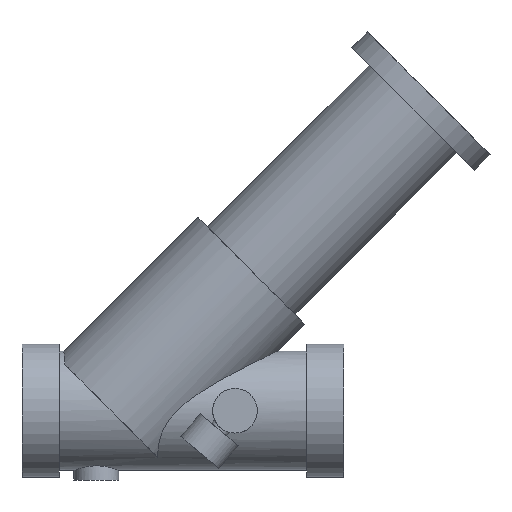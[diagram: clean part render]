
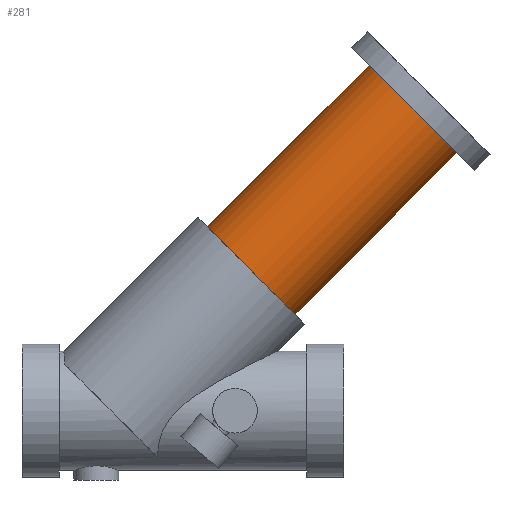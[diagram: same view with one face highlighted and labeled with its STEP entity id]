
A CAD part, front view. The second image highlights one B-rep face of the part: STEP entity #281.
In plain terms, the highlighted cylindrical face has radius 25 mm (diameter 50 mm), a full revolution.
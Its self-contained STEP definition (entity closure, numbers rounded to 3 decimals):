
#45=CIRCLE('',#329,25.);
#46=CIRCLE('',#332,25.);
#85=ORIENTED_EDGE('',*,*,#126,.F.);
#86=ORIENTED_EDGE('',*,*,#125,.T.);
#125=EDGE_CURVE('',#150,#150,#45,.T.);
#126=EDGE_CURVE('',#151,#151,#46,.T.);
#150=VERTEX_POINT('',#590);
#151=VERTEX_POINT('',#594);
#189=EDGE_LOOP('',(#85));
#190=EDGE_LOOP('',(#86));
#235=FACE_BOUND('',#189,.T.);
#236=FACE_BOUND('',#190,.T.);
#263=CYLINDRICAL_SURFACE('',#331,25.);
#281=ADVANCED_FACE('',(#235,#236),#263,.T.);
#329=AXIS2_PLACEMENT_3D('',#589,#398,#399);
#331=AXIS2_PLACEMENT_3D('',#592,#402,#403);
#332=AXIS2_PLACEMENT_3D('',#593,#404,#405);
#398=DIRECTION('',(0.707,0.,0.707));
#399=DIRECTION('',(0.707,0.,-0.707));
#402=DIRECTION('',(-0.707,0.,-0.707));
#403=DIRECTION('',(-0.707,0.,0.707));
#404=DIRECTION('',(0.707,0.,0.707));
#405=DIRECTION('',(0.707,0.,-0.707));
#589=CARTESIAN_POINT('',(27.569,0.,56.569));
#590=CARTESIAN_POINT('',(45.246,0.,38.891));
#592=CARTESIAN_POINT('',(92.888,0.,121.888));
#593=CARTESIAN_POINT('',(92.888,0.,121.888));
#594=CARTESIAN_POINT('',(110.565,0.,104.21));
